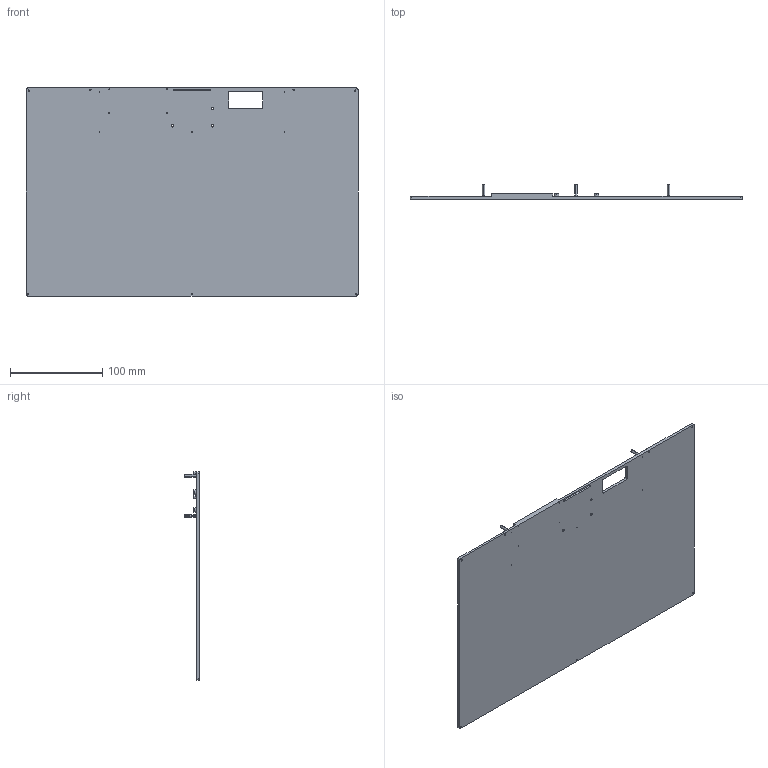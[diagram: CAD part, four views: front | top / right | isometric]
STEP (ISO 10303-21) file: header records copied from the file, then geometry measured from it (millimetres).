
FILE_DESCRIPTION (( 'STEP AP214' ), '1' );
FILE_NAME ('錨璃33.STEP', '2022-07-27T06:15:40', ( '' ), ( '' ), 'SwSTEP 2.0', 'SolidWorks 2022', '' );
FILE_SCHEMA (( 'AUTOMOTIVE_DESIGN' ));
Length unit declared in the file: millimetre
Products named in the file (1): 錨璃33
Bounding box: 359 x 16 x 225 mm (x, y, z)
Volume: 240879.4 mm3; surface area: 165801 mm2
Topology: 1 solids, 1 shells, 160 faces, 386 edges, 238 vertices
Faces by surface type: cylinder 74, cone 38, plane 28, torus 20
Entity records: 5248 total; most frequent: DIRECTION 934, CARTESIAN_POINT 785, ORIENTED_EDGE 772, AXIS2_PLACEMENT_3D 387, EDGE_CURVE 386, VERTEX_POINT 238, CIRCLE 226, EDGE_LOOP 212
